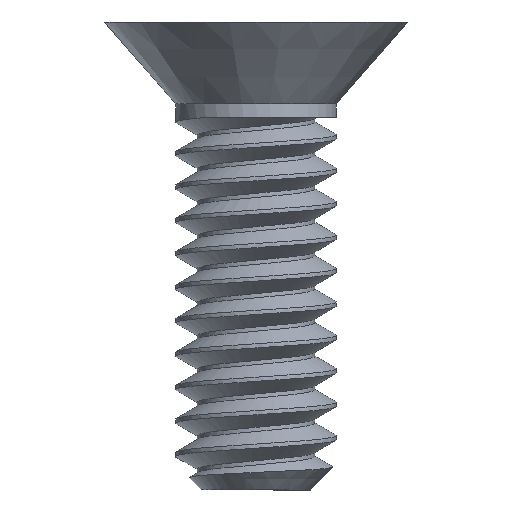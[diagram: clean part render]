
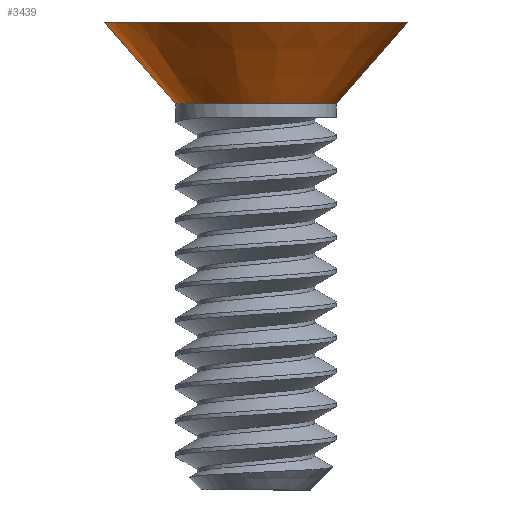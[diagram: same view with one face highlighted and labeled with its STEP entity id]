
A CAD part, left-side view. The second image highlights one B-rep face of the part: STEP entity #3439.
In plain terms, the highlighted conical face has half-angle 41 degrees and reference radius 1.092 mm.
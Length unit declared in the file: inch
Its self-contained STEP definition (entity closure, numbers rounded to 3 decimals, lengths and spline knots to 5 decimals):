
#42 = ORIENTED_EDGE ( 'NONE', *, *, #724, .F. ) ;
#49 = VERTEX_POINT ( 'NONE', #652 ) ;
#102 = CARTESIAN_POINT ( 'NONE',  ( 0., -0.043, 0.00729 ) ) ;
#243 = CARTESIAN_POINT ( 'NONE',  ( 0., 0., 0.051 ) ) ;
#486 = DIRECTION ( 'NONE',  ( 0., -1., 0. ) ) ;
#550 = AXIS2_PLACEMENT_3D ( 'NONE', #3220, #2690, #822 ) ;
#641 = CARTESIAN_POINT ( 'NONE',  ( 0., 0.081, 0.051 ) ) ;
#652 = CARTESIAN_POINT ( 'NONE',  ( 0., -0.081, 0.051 ) ) ;
#712 = EDGE_CURVE ( 'NONE', #1006, #1324, #3018, .T. ) ;
#724 = EDGE_CURVE ( 'NONE', #1705, #49, #2006, .T. ) ;
#750 = CARTESIAN_POINT ( 'NONE',  ( 0., 0., 0.00729 ) ) ;
#767 = DIRECTION ( 'NONE',  ( 0., 1., 0. ) ) ;
#822 = DIRECTION ( 'NONE',  ( 0., -1., 0. ) ) ;
#842 = ORIENTED_EDGE ( 'NONE', *, *, #1204, .T. ) ;
#916 = ORIENTED_EDGE ( 'NONE', *, *, #2300, .F. ) ;
#1006 = VERTEX_POINT ( 'NONE', #102 ) ;
#1010 = DIRECTION ( 'NONE',  ( 0., 0.656, 0.755 ) ) ;
#1139 = CARTESIAN_POINT ( 'NONE',  ( 0., -0.043, 0.00729 ) ) ;
#1204 = EDGE_CURVE ( 'NONE', #1006, #49, #2832, .T. ) ;
#1221 = FACE_OUTER_BOUND ( 'NONE', #2007, .T. ) ;
#1266 = AXIS2_PLACEMENT_3D ( 'NONE', #750, #1509, #767 ) ;
#1324 = VERTEX_POINT ( 'NONE', #3457 ) ;
#1494 = ORIENTED_EDGE ( 'NONE', *, *, #712, .F. ) ;
#1509 = DIRECTION ( 'NONE',  ( 0., 0., -1. ) ) ;
#1705 = VERTEX_POINT ( 'NONE', #641 ) ;
#1711 = CONICAL_SURFACE ( 'NONE', #550, 0.043, 0.716 ) ;
#2006 = CIRCLE ( 'NONE', #2279, 0.081 ) ;
#2007 = EDGE_LOOP ( 'NONE', ( #916, #1494, #842, #42 ) ) ;
#2051 = CARTESIAN_POINT ( 'NONE',  ( 0., 0.043, 0.00729 ) ) ;
#2116 = VECTOR ( 'NONE', #1010, 39.37008 ) ;
#2279 = AXIS2_PLACEMENT_3D ( 'NONE', #243, #2868, #486 ) ;
#2300 = EDGE_CURVE ( 'NONE', #1324, #1705, #2467, .T. ) ;
#2467 = LINE ( 'NONE', #2051, #2116 ) ;
#2690 = DIRECTION ( 'NONE',  ( 0., 0., 1. ) ) ;
#2832 = LINE ( 'NONE', #1139, #3180 ) ;
#2868 = DIRECTION ( 'NONE',  ( 0., 0., 1. ) ) ;
#3018 = CIRCLE ( 'NONE', #1266, 0.043 ) ;
#3025 = DIRECTION ( 'NONE',  ( 0., -0.656, 0.755 ) ) ;
#3180 = VECTOR ( 'NONE', #3025, 39.37008 ) ;
#3220 = CARTESIAN_POINT ( 'NONE',  ( 0., 0., 0.00729 ) ) ;
#3439 = ADVANCED_FACE ( 'NONE', ( #1221 ), #1711, .T. ) ;
#3457 = CARTESIAN_POINT ( 'NONE',  ( 0., 0.043, 0.00729 ) ) ;
